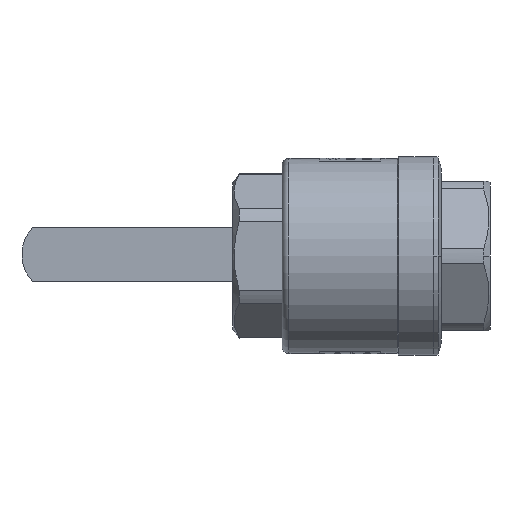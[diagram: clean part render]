
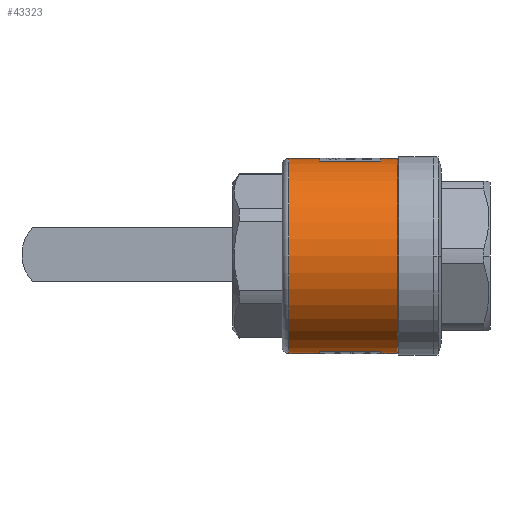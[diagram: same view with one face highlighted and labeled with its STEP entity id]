
A CAD part, front view. The second image highlights one B-rep face of the part: STEP entity #43323.
In plain terms, the highlighted cylindrical face has radius 65.25 mm (diameter 130.5 mm), a partial arc.
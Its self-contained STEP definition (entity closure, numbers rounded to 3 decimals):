
#2069 = VERTEX_POINT ( 'NONE', #45266 ) ;
#2076 = VERTEX_POINT ( 'NONE', #7155 ) ;
#2084 = VERTEX_POINT ( 'NONE', #7179 ) ;
#2092 = VERTEX_POINT ( 'NONE', #7122 ) ;
#2099 = VERTEX_POINT ( 'NONE', #7160 ) ;
#2105 = VERTEX_POINT ( 'NONE', #7186 ) ;
#2125 = VERTEX_POINT ( 'NONE', #7277 ) ;
#2132 = VERTEX_POINT ( 'NONE', #7250 ) ;
#2133 = VERTEX_POINT ( 'NONE', #7268 ) ;
#2137 = VERTEX_POINT ( 'NONE', #7226 ) ;
#2158 = VERTEX_POINT ( 'NONE', #7355 ) ;
#2166 = VERTEX_POINT ( 'NONE', #7481 ) ;
#7122 = CARTESIAN_POINT ( 'NONE',  ( -48.75, 0., 65.25 ) ) ;
#7155 = CARTESIAN_POINT ( 'NONE',  ( 12.75, 0., -65.25 ) ) ;
#7160 = CARTESIAN_POINT ( 'NONE',  ( 23.75, 0., -65.25 ) ) ;
#7179 = CARTESIAN_POINT ( 'NONE',  ( 23.75, 0., 65.25 ) ) ;
#7186 = CARTESIAN_POINT ( 'NONE',  ( -48.75, 0., -65.25 ) ) ;
#7226 = CARTESIAN_POINT ( 'NONE',  ( 12.75, 0., 65.25 ) ) ;
#7250 = CARTESIAN_POINT ( 'NONE',  ( 12.75, -15.84, 63.298 ) ) ;
#7268 = CARTESIAN_POINT ( 'NONE',  ( -28.25, -13.404, -63.858 ) ) ;
#7277 = CARTESIAN_POINT ( 'NONE',  ( -28.25, -15.84, 63.298 ) ) ;
#7355 = CARTESIAN_POINT ( 'NONE',  ( -28.25, 0., -65.25 ) ) ;
#7481 = CARTESIAN_POINT ( 'NONE',  ( 12.75, -13.404, -63.858 ) ) ;
#7965 = CARTESIAN_POINT ( 'NONE',  ( 23.75, 0., 0. ) ) ;
#7966 = DIRECTION ( 'NONE',  ( -1., 0., 0. ) ) ;
#7984 = DIRECTION ( 'NONE',  ( 0., 0., 1. ) ) ;
#8749 = DIRECTION ( 'NONE',  ( -1., 0., 0. ) ) ;
#8751 = CARTESIAN_POINT ( 'NONE',  ( -113.511, 0., -65.25 ) ) ;
#8854 = CARTESIAN_POINT ( 'NONE',  ( -28.25, 0., 0. ) ) ;
#8872 = DIRECTION ( 'NONE',  ( 0., -0.205, -0.979 ) ) ;
#8878 = DIRECTION ( 'NONE',  ( -1., 0., 0. ) ) ;
#8961 = CARTESIAN_POINT ( 'NONE',  ( -113.511, 0., 65.25 ) ) ;
#8980 = DIRECTION ( 'NONE',  ( -1., 0., 0. ) ) ;
#9017 = CARTESIAN_POINT ( 'NONE',  ( -113.511, 0., -65.25 ) ) ;
#9019 = DIRECTION ( 'NONE',  ( -1., 0., 0. ) ) ;
#9065 = CARTESIAN_POINT ( 'NONE',  ( -113.511, 0., 65.25 ) ) ;
#9081 = DIRECTION ( 'NONE',  ( -1., 0., 0. ) ) ;
#9095 = CARTESIAN_POINT ( 'NONE',  ( 12.75, 0., 0. ) ) ;
#9109 = DIRECTION ( 'NONE',  ( 0., -0.205, -0.979 ) ) ;
#9118 = DIRECTION ( 'NONE',  ( -1., 0., 0. ) ) ;
#9256 = DIRECTION ( 'NONE',  ( 0., 0.243, 0.97 ) ) ;
#9257 = DIRECTION ( 'NONE',  ( -1., 0., 0. ) ) ;
#9258 = CARTESIAN_POINT ( 'NONE',  ( -28.25, -15.84, 63.298 ) ) ;
#9261 = DIRECTION ( 'NONE',  ( 1., 0., 0. ) ) ;
#9265 = CARTESIAN_POINT ( 'NONE',  ( -48.75, 0., 0. ) ) ;
#9269 = CARTESIAN_POINT ( 'NONE',  ( 12.75, 0., 0. ) ) ;
#9274 = DIRECTION ( 'NONE',  ( -1., 0., 0. ) ) ;
#9293 = DIRECTION ( 'NONE',  ( 0., 0., 1. ) ) ;
#9369 = DIRECTION ( 'NONE',  ( -1., 0., 0. ) ) ;
#9379 = DIRECTION ( 'NONE',  ( 0., 0.243, 0.97 ) ) ;
#9387 = CARTESIAN_POINT ( 'NONE',  ( -28.25, -13.404, -63.858 ) ) ;
#9390 = CARTESIAN_POINT ( 'NONE',  ( -28.25, 0., 0. ) ) ;
#9393 = DIRECTION ( 'NONE',  ( 1., 0., 0. ) ) ;
#13088 = EDGE_CURVE ( 'NONE', #2099, #2076, #31015, .T. ) ;
#13109 = EDGE_CURVE ( 'NONE', #2158, #2133, #31017, .T. ) ;
#13118 = EDGE_CURVE ( 'NONE', #2069, #2092, #31037, .T. ) ;
#13135 = EDGE_CURVE ( 'NONE', #2158, #2105, #31116, .T. ) ;
#13147 = EDGE_CURVE ( 'NONE', #2084, #2137, #31113, .T. ) ;
#13159 = EDGE_CURVE ( 'NONE', #2076, #2166, #31071, .T. ) ;
#13182 = EDGE_CURVE ( 'NONE', #2099, #2084, #31174, .T. ) ;
#13188 = EDGE_CURVE ( 'NONE', #2132, #2137, #31160, .T. ) ;
#13194 = EDGE_CURVE ( 'NONE', #2105, #2092, #31185, .T. ) ;
#13199 = EDGE_CURVE ( 'NONE', #2125, #2132, #31129, .T. ) ;
#13210 = EDGE_CURVE ( 'NONE', #2133, #2166, #31130, .T. ) ;
#13216 = EDGE_CURVE ( 'NONE', #2125, #2069, #31202, .T. ) ;
#13611 = AXIS2_PLACEMENT_3D ( 'NONE', #8854, #8878, #8872 ) ;
#13616 = AXIS2_PLACEMENT_3D ( 'NONE', #9095, #9118, #9109 ) ;
#13648 = AXIS2_PLACEMENT_3D ( 'NONE', #9390, #9369, #9379 ) ;
#13671 = AXIS2_PLACEMENT_3D ( 'NONE', #9269, #9257, #9256 ) ;
#13680 = AXIS2_PLACEMENT_3D ( 'NONE', #9265, #9274, #9293 ) ;
#13682 = AXIS2_PLACEMENT_3D ( 'NONE', #7965, #7966, #7984 ) ;
#18306 = EDGE_LOOP ( 'NONE', ( #43636, #43642, #43654, #43588, #43859, #43832, #43900, #43706, #43879, #43708, #43733, #43850 ) ) ;
#31012 = VECTOR ( 'NONE', #8749, 1000. ) ;
#31015 = LINE ( 'NONE', #8751, #31012 ) ;
#31017 = CIRCLE ( 'NONE', #13611, 65.25 ) ;
#31037 = LINE ( 'NONE', #8961, #31042 ) ;
#31042 = VECTOR ( 'NONE', #8980, 1000. ) ;
#31065 = VECTOR ( 'NONE', #9019, 1000. ) ;
#31071 = CIRCLE ( 'NONE', #13616, 65.25 ) ;
#31105 = VECTOR ( 'NONE', #9081, 1000. ) ;
#31113 = LINE ( 'NONE', #9065, #31105 ) ;
#31116 = LINE ( 'NONE', #9017, #31065 ) ;
#31129 = LINE ( 'NONE', #9258, #31144 ) ;
#31130 = LINE ( 'NONE', #9387, #31133 ) ;
#31133 = VECTOR ( 'NONE', #9393, 1000. ) ;
#31144 = VECTOR ( 'NONE', #9261, 1000. ) ;
#31160 = CIRCLE ( 'NONE', #13671, 65.25 ) ;
#31174 = CIRCLE ( 'NONE', #13682, 65.25 ) ;
#31185 = CIRCLE ( 'NONE', #13680, 65.25 ) ;
#31202 = CIRCLE ( 'NONE', #13648, 65.25 ) ;
#36679 = AXIS2_PLACEMENT_3D ( 'NONE', #38926, #38910, #38914 ) ;
#38910 = DIRECTION ( 'NONE',  ( -1., 0., 0. ) ) ;
#38914 = DIRECTION ( 'NONE',  ( 0., 0., 1. ) ) ;
#38926 = CARTESIAN_POINT ( 'NONE',  ( -113.511, 0., 0. ) ) ;
#39855 = FACE_OUTER_BOUND ( 'NONE', #18306, .T. ) ;
#39879 = CYLINDRICAL_SURFACE ( 'NONE', #36679, 65.25 ) ;
#43323 = ADVANCED_FACE ( 'NONE', ( #39855 ), #39879, .T. ) ;
#43588 = ORIENTED_EDGE ( 'NONE', *, *, #13188, .F. ) ;
#43636 = ORIENTED_EDGE ( 'NONE', *, *, #13088, .F. ) ;
#43642 = ORIENTED_EDGE ( 'NONE', *, *, #13182, .T. ) ;
#43654 = ORIENTED_EDGE ( 'NONE', *, *, #13147, .T. ) ;
#43706 = ORIENTED_EDGE ( 'NONE', *, *, #13194, .F. ) ;
#43708 = ORIENTED_EDGE ( 'NONE', *, *, #13109, .T. ) ;
#43733 = ORIENTED_EDGE ( 'NONE', *, *, #13210, .T. ) ;
#43832 = ORIENTED_EDGE ( 'NONE', *, *, #13216, .T. ) ;
#43850 = ORIENTED_EDGE ( 'NONE', *, *, #13159, .F. ) ;
#43859 = ORIENTED_EDGE ( 'NONE', *, *, #13199, .F. ) ;
#43879 = ORIENTED_EDGE ( 'NONE', *, *, #13135, .F. ) ;
#43900 = ORIENTED_EDGE ( 'NONE', *, *, #13118, .T. ) ;
#45266 = CARTESIAN_POINT ( 'NONE',  ( -28.25, 0., 65.25 ) ) ;
